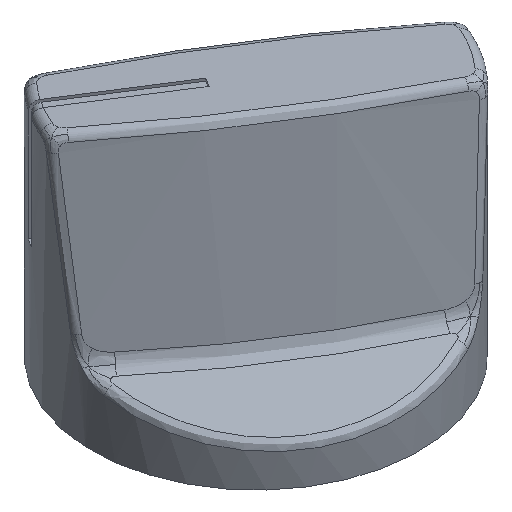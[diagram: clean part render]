
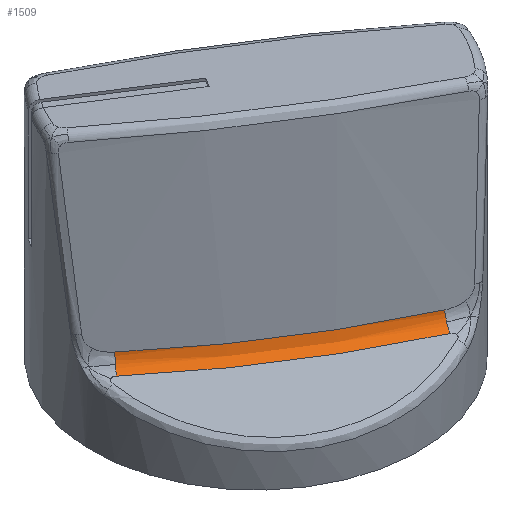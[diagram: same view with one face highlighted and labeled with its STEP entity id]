
A CAD part, isometric view. The second image highlights one B-rep face of the part: STEP entity #1509.
In plain terms, the highlighted free-form (B-spline) face has degree [3, 3] with [5, 4] control points.
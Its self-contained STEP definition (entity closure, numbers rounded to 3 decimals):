
#61=ELLIPSE('',#1634,96.661,83.46);
#62=ELLIPSE('',#1635,97.526,84.46);
#211=FACE_OUTER_BOUND('',#298,.T.);
#298=EDGE_LOOP('',(#1340,#1341,#1342,#1343,#1344,#1345));
#316=CIRCLE('',#1540,1.);
#317=CIRCLE('',#1541,1.);
#318=CIRCLE('',#1542,1.);
#360=CIRCLE('',#1627,1.);
#524=VERTEX_POINT('',#3390);
#525=VERTEX_POINT('',#3399);
#527=VERTEX_POINT('',#3514);
#529=VERTEX_POINT('',#3611);
#531=VERTEX_POINT('',#3629);
#642=VERTEX_POINT('',#7296);
#691=EDGE_CURVE('',#525,#524,#316,.T.);
#695=EDGE_CURVE('',#524,#527,#317,.T.);
#699=EDGE_CURVE('',#529,#531,#318,.T.);
#872=EDGE_CURVE('',#642,#529,#360,.T.);
#884=EDGE_CURVE('',#531,#525,#61,.T.);
#885=EDGE_CURVE('',#527,#642,#62,.T.);
#1340=ORIENTED_EDGE('',*,*,#872,.T.);
#1341=ORIENTED_EDGE('',*,*,#699,.T.);
#1342=ORIENTED_EDGE('',*,*,#884,.T.);
#1343=ORIENTED_EDGE('',*,*,#691,.T.);
#1344=ORIENTED_EDGE('',*,*,#695,.T.);
#1345=ORIENTED_EDGE('',*,*,#885,.T.);
#1425=B_SPLINE_SURFACE_WITH_KNOTS('',3,3,((#7693,#7694,#7695,#7696),(#7697,
#7698,#7699,#7700),(#7701,#7702,#7703,#7704),(#7705,#7706,#7707,#7708),
(#7709,#7710,#7711,#7712)),.UNSPECIFIED.,.F.,.F.,.F.,(4,1,4),(4,4),(0.,
0.5,1.),(-0.083,0.083),.UNSPECIFIED.);
#1509=ADVANCED_FACE('',(#211),#1425,.T.);
#1540=AXIS2_PLACEMENT_3D('',#3400,#1667,#1668);
#1541=AXIS2_PLACEMENT_3D('',#3549,#1669,#1670);
#1542=AXIS2_PLACEMENT_3D('',#3673,#1671,#1672);
#1627=AXIS2_PLACEMENT_3D('',#7297,#1870,#1871);
#1634=AXIS2_PLACEMENT_3D('',#7713,#1884,#1885);
#1635=AXIS2_PLACEMENT_3D('',#7714,#1886,#1887);
#1667=DIRECTION('center_axis',(-0.79,0.612,0.03));
#1668=DIRECTION('ref_axis',(0.594,0.777,-0.207));
#1669=DIRECTION('center_axis',(-0.79,0.612,0.03));
#1670=DIRECTION('ref_axis',(0.594,0.777,-0.207));
#1671=DIRECTION('center_axis',(0.889,-0.458,0.03));
#1672=DIRECTION('ref_axis',(0.166,0.261,-0.951));
#1870=DIRECTION('center_axis',(0.889,-0.458,0.03));
#1871=DIRECTION('ref_axis',(0.166,0.261,-0.951));
#1884=DIRECTION('center_axis',(0.169,0.265,-0.949));
#1885=DIRECTION('ref_axis',(-0.51,-0.801,-0.314));
#1886=DIRECTION('center_axis',(-0.166,-0.261,0.951));
#1887=DIRECTION('ref_axis',(-0.511,-0.802,-0.309));
#3390=CARTESIAN_POINT('',(-8.461,-0.26,18.949));
#3399=CARTESIAN_POINT('',(-8.306,-0.083,19.411));
#3400=CARTESIAN_POINT('Origin',(-8.9,-0.86,19.618));
#3514=CARTESIAN_POINT('',(-8.734,-0.599,18.667));
#3549=CARTESIAN_POINT('Origin',(-8.9,-0.86,19.618));
#3611=CARTESIAN_POINT('',(3.34,-7.778,18.949));
#3629=CARTESIAN_POINT('',(3.435,-7.563,19.411));
#3673=CARTESIAN_POINT('Origin',(2.982,-8.43,19.618));
#7296=CARTESIAN_POINT('',(3.148,-8.169,18.667));
#7297=CARTESIAN_POINT('Origin',(2.982,-8.43,19.618));
#7693=CARTESIAN_POINT('Ctrl Pts',(-8.306,-0.083,
19.411));
#7694=CARTESIAN_POINT('Ctrl Pts',(-4.63,-2.93,19.27));
#7695=CARTESIAN_POINT('Ctrl Pts',(-0.698,-5.434,
19.27));
#7696=CARTESIAN_POINT('Ctrl Pts',(3.435,-7.563,19.411));
#7697=CARTESIAN_POINT('Ctrl Pts',(-8.332,-0.108,
19.24));
#7698=CARTESIAN_POINT('Ctrl Pts',(-4.652,-2.959,19.099));
#7699=CARTESIAN_POINT('Ctrl Pts',(-0.715,-5.467,19.099));
#7700=CARTESIAN_POINT('Ctrl Pts',(3.423,-7.597,19.24));
#7701=CARTESIAN_POINT('Ctrl Pts',(-8.44,-0.232,
18.918));
#7702=CARTESIAN_POINT('Ctrl Pts',(-4.748,-3.093,18.778));
#7703=CARTESIAN_POINT('Ctrl Pts',(-0.797,-5.61,
18.778));
#7704=CARTESIAN_POINT('Ctrl Pts',(3.356,-7.748,18.918));
#7705=CARTESIAN_POINT('Ctrl Pts',(-8.631,-0.469,
18.721));
#7706=CARTESIAN_POINT('Ctrl Pts',(-4.92,-3.343,18.581));
#7707=CARTESIAN_POINT('Ctrl Pts',(-0.95,-5.872,
18.581));
#7708=CARTESIAN_POINT('Ctrl Pts',(3.223,-8.02,18.721));
#7709=CARTESIAN_POINT('Ctrl Pts',(-8.734,-0.599,
18.667));
#7710=CARTESIAN_POINT('Ctrl Pts',(-5.014,-3.48,18.527));
#7711=CARTESIAN_POINT('Ctrl Pts',(-1.035,-6.015,18.527));
#7712=CARTESIAN_POINT('Ctrl Pts',(3.148,-8.169,18.667));
#7713=CARTESIAN_POINT('Origin',(46.703,73.31,49.65));
#7714=CARTESIAN_POINT('Origin',(46.869,73.57,48.699));
